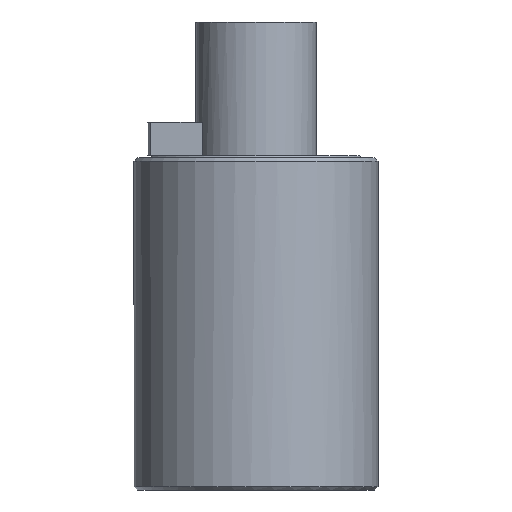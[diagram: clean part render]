
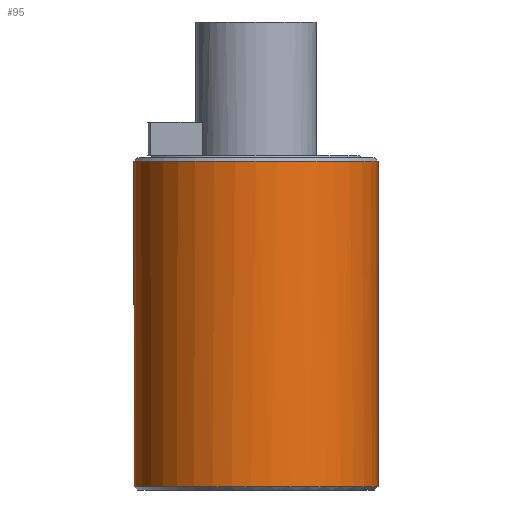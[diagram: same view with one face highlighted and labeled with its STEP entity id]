
A CAD part, front view. The second image highlights one B-rep face of the part: STEP entity #95.
In plain terms, the highlighted cylindrical face has radius 18.25 mm (diameter 36.5 mm), a full revolution.
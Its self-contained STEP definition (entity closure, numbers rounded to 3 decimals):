
#44=FACE_BOUND('',#150,.T.);
#45=FACE_BOUND('',#151,.T.);
#76=CYLINDRICAL_SURFACE('',#393,18.25);
#95=ADVANCED_FACE('',(#44,#45),#76,.T.);
#150=EDGE_LOOP('',(#256));
#151=EDGE_LOOP('',(#257));
#256=ORIENTED_EDGE('',*,*,#320,.T.);
#257=ORIENTED_EDGE('',*,*,#319,.T.);
#286=VERTEX_POINT('',#570);
#287=VERTEX_POINT('',#573);
#319=EDGE_CURVE('',#286,#286,#332,.T.);
#320=EDGE_CURVE('',#287,#287,#333,.T.);
#332=CIRCLE('',#390,18.25);
#333=CIRCLE('',#392,18.25);
#390=AXIS2_PLACEMENT_3D('',#569,#480,#481);
#392=AXIS2_PLACEMENT_3D('',#572,#484,#485);
#393=AXIS2_PLACEMENT_3D('',#574,#486,#487);
#480=DIRECTION('',(0.,0.,-1.));
#481=DIRECTION('',(1.,0.,0.));
#484=DIRECTION('',(0.,0.,1.));
#485=DIRECTION('',(0.899,0.439,0.));
#486=DIRECTION('',(0.,0.,-1.));
#487=DIRECTION('',(1.,0.,0.));
#569=CARTESIAN_POINT('',(0.,0.,-0.8));
#570=CARTESIAN_POINT('',(18.25,0.,-0.8));
#572=CARTESIAN_POINT('',(0.,0.,-49.5));
#573=CARTESIAN_POINT('',(16.4,8.006,-49.5));
#574=CARTESIAN_POINT('',(0.,0.,-8.));
